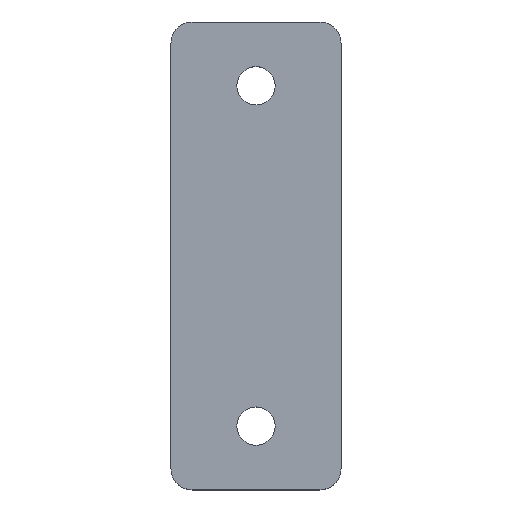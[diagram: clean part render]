
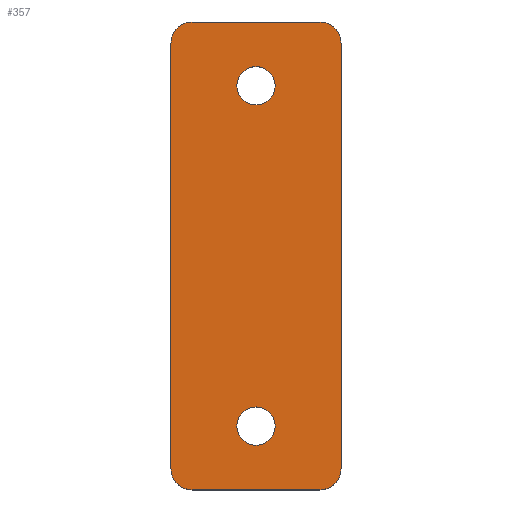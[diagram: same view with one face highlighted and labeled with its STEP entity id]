
A CAD part, top view. The second image highlights one B-rep face of the part: STEP entity #357.
In plain terms, the highlighted planar face has unit normal (0, 0, 1).
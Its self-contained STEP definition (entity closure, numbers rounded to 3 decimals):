
#1 = EDGE_CURVE ( 'NONE', #211, #122, #145, .T. ) ;
#2 = FACE_BOUND ( 'NONE', #424, .T. ) ;
#3 = ORIENTED_EDGE ( 'NONE', *, *, #354, .F. ) ;
#4 = AXIS2_PLACEMENT_3D ( 'NONE', #271, #456, #43 ) ;
#7 = DIRECTION ( 'NONE',  ( 1., 0., 0. ) ) ;
#11 = CARTESIAN_POINT ( 'NONE',  ( -24.5, 15., 15. ) ) ;
#13 = CARTESIAN_POINT ( 'NONE',  ( -40., 5., 15. ) ) ;
#15 = ORIENTED_EDGE ( 'NONE', *, *, #72, .T. ) ;
#27 = CARTESIAN_POINT ( 'NONE',  ( -5., 110., 15. ) ) ;
#33 = CARTESIAN_POINT ( 'NONE',  ( -5., 5., 15. ) ) ;
#35 = ORIENTED_EDGE ( 'NONE', *, *, #490, .T. ) ;
#40 = VERTEX_POINT ( 'NONE', #114 ) ;
#41 = DIRECTION ( 'NONE',  ( 0., 0., 1. ) ) ;
#43 = DIRECTION ( 'NONE',  ( -1., 0., 0. ) ) ;
#46 = FACE_BOUND ( 'NONE', #252, .T. ) ;
#48 = EDGE_CURVE ( 'NONE', #175, #211, #397, .T. ) ;
#52 = EDGE_CURVE ( 'NONE', #379, #229, #69, .T. ) ;
#56 = DIRECTION ( 'NONE',  ( 0., 0., 1. ) ) ;
#57 = DIRECTION ( 'NONE',  ( 0., 0., -1. ) ) ;
#69 = LINE ( 'NONE', #367, #461 ) ;
#71 = VERTEX_POINT ( 'NONE', #253 ) ;
#72 = EDGE_CURVE ( 'NONE', #71, #203, #431, .T. ) ;
#75 = ORIENTED_EDGE ( 'NONE', *, *, #376, .T. ) ;
#110 = AXIS2_PLACEMENT_3D ( 'NONE', #140, #56, #216 ) ;
#114 = CARTESIAN_POINT ( 'NONE',  ( -15.5, 95., 15. ) ) ;
#121 = EDGE_CURVE ( 'NONE', #443, #379, #297, .T. ) ;
#122 = VERTEX_POINT ( 'NONE', #157 ) ;
#123 = ORIENTED_EDGE ( 'NONE', *, *, #48, .T. ) ;
#128 = VECTOR ( 'NONE', #323, 1000. ) ;
#129 = EDGE_CURVE ( 'NONE', #40, #429, #202, .T. ) ;
#140 = CARTESIAN_POINT ( 'NONE',  ( -20., 15., 15. ) ) ;
#145 = CIRCLE ( 'NONE', #341, 5. ) ;
#146 = CARTESIAN_POINT ( 'NONE',  ( 0., 5., 15. ) ) ;
#153 = DIRECTION ( 'NONE',  ( 0., 0., 1. ) ) ;
#157 = CARTESIAN_POINT ( 'NONE',  ( -40., 105., 15. ) ) ;
#171 = ORIENTED_EDGE ( 'NONE', *, *, #52, .T. ) ;
#174 = PLANE ( 'NONE',  #228 ) ;
#175 = VERTEX_POINT ( 'NONE', #198 ) ;
#177 = VECTOR ( 'NONE', #375, 1000. ) ;
#184 = CARTESIAN_POINT ( 'NONE',  ( -20., 15., 15. ) ) ;
#188 = DIRECTION ( 'NONE',  ( 0., 0., 1. ) ) ;
#191 = EDGE_CURVE ( 'NONE', #203, #175, #380, .T. ) ;
#198 = CARTESIAN_POINT ( 'NONE',  ( -5., 110., 15. ) ) ;
#200 = CARTESIAN_POINT ( 'NONE',  ( -5., 105., 15. ) ) ;
#202 = CIRCLE ( 'NONE', #395, 4.5 ) ;
#203 = VERTEX_POINT ( 'NONE', #423 ) ;
#211 = VERTEX_POINT ( 'NONE', #382 ) ;
#213 = CARTESIAN_POINT ( 'NONE',  ( -40., 5., 15. ) ) ;
#216 = DIRECTION ( 'NONE',  ( 1., 0., 0. ) ) ;
#220 = VERTEX_POINT ( 'NONE', #460 ) ;
#221 = DIRECTION ( 'NONE',  ( 1., 0., 0. ) ) ;
#222 = EDGE_CURVE ( 'NONE', #429, #40, #236, .T. ) ;
#228 = AXIS2_PLACEMENT_3D ( 'NONE', #391, #57, #476 ) ;
#229 = VERTEX_POINT ( 'NONE', #457 ) ;
#233 = DIRECTION ( 'NONE',  ( 0., 0., 1. ) ) ;
#236 = CIRCLE ( 'NONE', #452, 4.5 ) ;
#240 = ORIENTED_EDGE ( 'NONE', *, *, #129, .F. ) ;
#245 = DIRECTION ( 'NONE',  ( 1., 0., 0. ) ) ;
#252 = EDGE_LOOP ( 'NONE', ( #3, #362 ) ) ;
#253 = CARTESIAN_POINT ( 'NONE',  ( 0., 5., 15. ) ) ;
#255 = CIRCLE ( 'NONE', #290, 5. ) ;
#262 = CARTESIAN_POINT ( 'NONE',  ( -20., 95., 15. ) ) ;
#270 = FACE_OUTER_BOUND ( 'NONE', #453, .T. ) ;
#271 = CARTESIAN_POINT ( 'NONE',  ( -35., 5., 15. ) ) ;
#284 = ORIENTED_EDGE ( 'NONE', *, *, #121, .T. ) ;
#285 = DIRECTION ( 'NONE',  ( 0., 0., 1. ) ) ;
#290 = AXIS2_PLACEMENT_3D ( 'NONE', #33, #445, #406 ) ;
#294 = LINE ( 'NONE', #13, #128 ) ;
#296 = VERTEX_POINT ( 'NONE', #11 ) ;
#297 = CIRCLE ( 'NONE', #4, 5. ) ;
#302 = DIRECTION ( 'NONE',  ( 1., 0., 0. ) ) ;
#306 = DIRECTION ( 'NONE',  ( 1., 0., 0. ) ) ;
#323 = DIRECTION ( 'NONE',  ( 0., -1., 0. ) ) ;
#329 = DIRECTION ( 'NONE',  ( 1., 0., 0. ) ) ;
#333 = VECTOR ( 'NONE', #412, 1000. ) ;
#335 = AXIS2_PLACEMENT_3D ( 'NONE', #200, #233, #7 ) ;
#341 = AXIS2_PLACEMENT_3D ( 'NONE', #408, #188, #329 ) ;
#354 = EDGE_CURVE ( 'NONE', #220, #296, #378, .T. ) ;
#355 = ORIENTED_EDGE ( 'NONE', *, *, #191, .T. ) ;
#357 = ADVANCED_FACE ( 'NONE', ( #2, #46, #270 ), #174, .F. ) ;
#358 = CIRCLE ( 'NONE', #110, 4.5 ) ;
#362 = ORIENTED_EDGE ( 'NONE', *, *, #447, .F. ) ;
#366 = CARTESIAN_POINT ( 'NONE',  ( -24.5, 95., 15. ) ) ;
#367 = CARTESIAN_POINT ( 'NONE',  ( -5., 0., 15. ) ) ;
#375 = DIRECTION ( 'NONE',  ( -1., 0., 0. ) ) ;
#376 = EDGE_CURVE ( 'NONE', #122, #443, #294, .T. ) ;
#378 = CIRCLE ( 'NONE', #472, 4.5 ) ;
#379 = VERTEX_POINT ( 'NONE', #432 ) ;
#380 = CIRCLE ( 'NONE', #335, 5. ) ;
#382 = CARTESIAN_POINT ( 'NONE',  ( -35., 110., 15. ) ) ;
#391 = CARTESIAN_POINT ( 'NONE',  ( -35., 5., 15. ) ) ;
#395 = AXIS2_PLACEMENT_3D ( 'NONE', #262, #41, #302 ) ;
#397 = LINE ( 'NONE', #27, #177 ) ;
#406 = DIRECTION ( 'NONE',  ( 1., 0., 0. ) ) ;
#408 = CARTESIAN_POINT ( 'NONE',  ( -35., 105., 15. ) ) ;
#409 = ORIENTED_EDGE ( 'NONE', *, *, #222, .F. ) ;
#412 = DIRECTION ( 'NONE',  ( 0., 1., 0. ) ) ;
#421 = CARTESIAN_POINT ( 'NONE',  ( -20., 95., 15. ) ) ;
#422 = ORIENTED_EDGE ( 'NONE', *, *, #1, .T. ) ;
#423 = CARTESIAN_POINT ( 'NONE',  ( 0., 105., 15. ) ) ;
#424 = EDGE_LOOP ( 'NONE', ( #240, #409 ) ) ;
#429 = VERTEX_POINT ( 'NONE', #366 ) ;
#431 = LINE ( 'NONE', #146, #333 ) ;
#432 = CARTESIAN_POINT ( 'NONE',  ( -35., 0., 15. ) ) ;
#443 = VERTEX_POINT ( 'NONE', #213 ) ;
#445 = DIRECTION ( 'NONE',  ( 0., 0., 1. ) ) ;
#447 = EDGE_CURVE ( 'NONE', #296, #220, #358, .T. ) ;
#452 = AXIS2_PLACEMENT_3D ( 'NONE', #421, #153, #306 ) ;
#453 = EDGE_LOOP ( 'NONE', ( #284, #171, #35, #15, #355, #123, #422, #75 ) ) ;
#456 = DIRECTION ( 'NONE',  ( 0., 0., 1. ) ) ;
#457 = CARTESIAN_POINT ( 'NONE',  ( -5., 0., 15. ) ) ;
#460 = CARTESIAN_POINT ( 'NONE',  ( -15.5, 15., 15. ) ) ;
#461 = VECTOR ( 'NONE', #221, 1000. ) ;
#472 = AXIS2_PLACEMENT_3D ( 'NONE', #184, #285, #245 ) ;
#476 = DIRECTION ( 'NONE',  ( -1., 0., 0. ) ) ;
#490 = EDGE_CURVE ( 'NONE', #229, #71, #255, .T. ) ;
